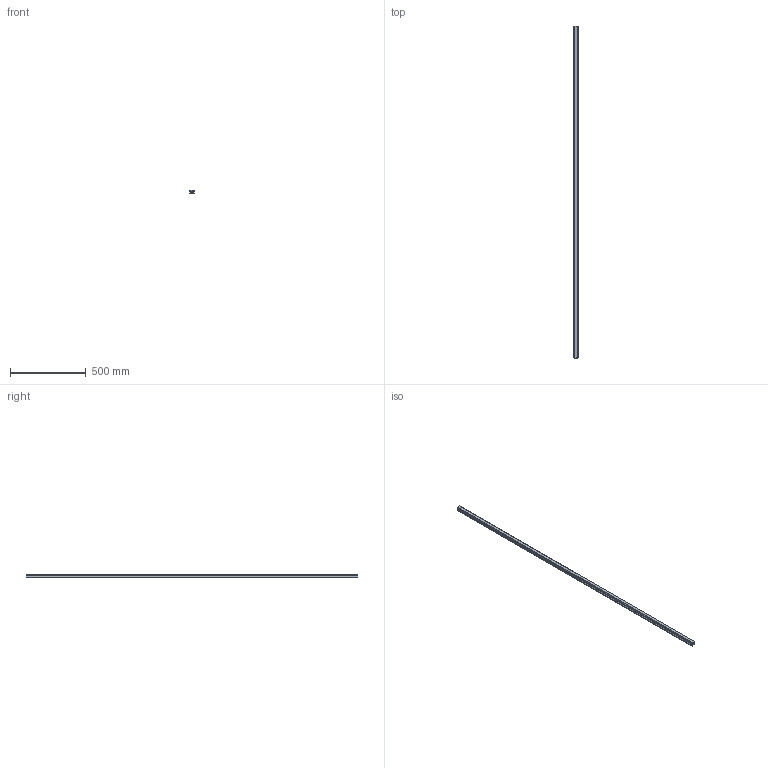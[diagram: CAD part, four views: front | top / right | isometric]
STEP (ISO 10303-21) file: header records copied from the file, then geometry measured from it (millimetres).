
FILE_DESCRIPTION(('STEP AP214'),'1');
FILE_NAME('cctmp_940CDC24-FEAD-47D5-BE04-A5C13C39F8D2_2021_01_26_13_10_43_0447..stp','2021-01-26T12:10:43',('HIWIN GmbH'),('CADClick - www.CADClick.com'),'Spatial InterOp 3D',' ','unknown authorization');
FILE_SCHEMA(('AUTOMOTIVE_DESIGN'));
Length unit declared in the file: millimetre
Products named in the file (1): HGR30T2190C_FILE
Bounding box: 28 x 2190 x 26 mm (x, y, z)
Volume: 1328171.5 mm3; surface area: 252473.6 mm2
Topology: 1 solids, 1 shells, 227 faces, 607 edges, 358 vertices
Faces by surface type: plane 93, cylinder 78, cone 56
Entity records: 8457 total; most frequent: DIRECTION 1163, CARTESIAN_POINT 1137, ORIENTED_EDGE 1102, EDGE_CURVE 551, LINE 395, VECTOR 395, AXIS2_PLACEMENT_3D 384, VERTEX_POINT 358
